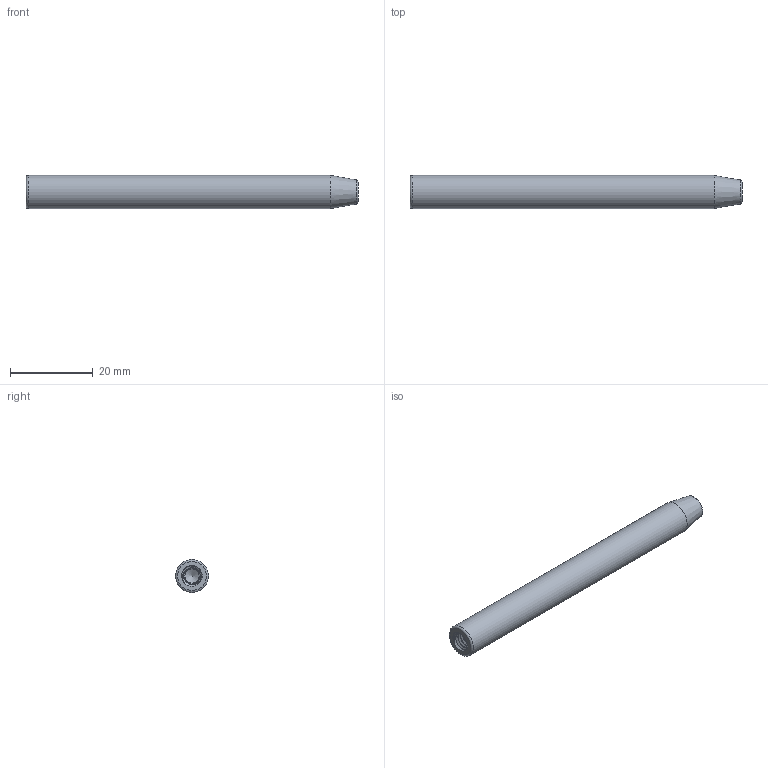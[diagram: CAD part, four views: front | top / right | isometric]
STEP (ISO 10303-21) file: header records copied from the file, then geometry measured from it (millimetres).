
FILE_DESCRIPTION(/* description */ ('NP2 80MM L ALIGNMENT PIN'),/* implementation_level */ '2;1');
FILE_NAME(/* name */ 'J009515 NP2 97355A439 AI Rev A.stp',/* time_stamp */ '2022-06-12T23:19:27-04:00',/* author */ ('jonba'),/* organization */ (''),/* preprocessor_version */ 'ST-DEVELOPER v18.1',/* originating_system */ 'Autodesk Inventor 2022',/* authorisation */ '');
FILE_SCHEMA (('AUTOMOTIVE_DESIGN { 1 0 10303 214 3 1 1 }'));
Length unit declared in the file: inch
Products named in the file (1): J009515
Bounding box: 80 x 8 x 8 mm (x, y, z)
Volume: 3762.8 mm3; surface area: 2287.8 mm2
Topology: 1 solids, 1 shells, 34 faces, 89 edges, 57 vertices
Faces by surface type: cylinder 23, cone 5, torus 2, plane 2, bspline 2
Full cylindrical faces by diameter (mm): 3.4 x1, 3.961 x9, 5 x8, 8 x1
Entity records: 3835 total; most frequent: CARTESIAN_POINT 3036, ORIENTED_EDGE 176, DIRECTION 124, EDGE_CURVE 88, VERTEX_POINT 57, AXIS2_PLACEMENT_3D 49, B_SPLINE_CURVE_WITH_KNOTS 46, EDGE_LOOP 35
